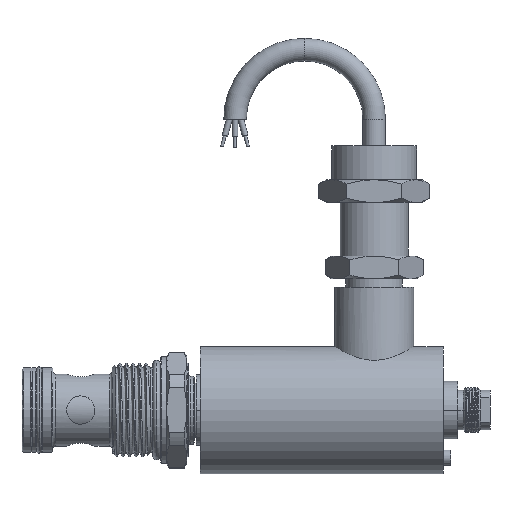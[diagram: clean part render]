
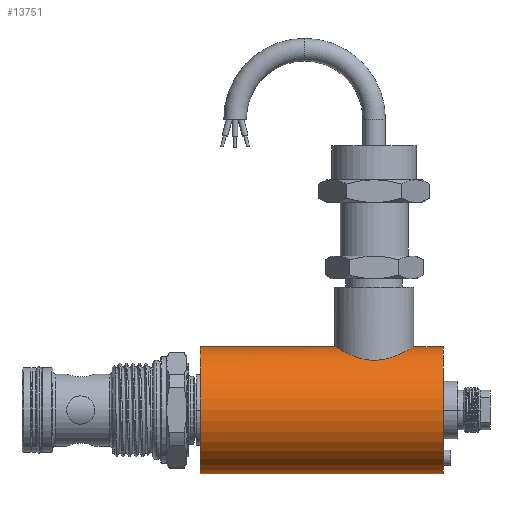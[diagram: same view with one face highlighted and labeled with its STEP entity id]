
A CAD part, front view. The second image highlights one B-rep face of the part: STEP entity #13751.
In plain terms, the highlighted cylindrical face has radius 22.5 mm (diameter 45 mm), a partial arc.
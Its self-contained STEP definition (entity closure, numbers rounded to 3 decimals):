
#128 = B_SPLINE_CURVE_WITH_KNOTS ( 'NONE', 3,
 ( #11316, #12629, #1300, #1390, #8041, #3541, #10287, #5923, #3632, #3589, #9113, #2446, #4636, #13769, #7048, #11406, #4732, #242, #291, #12445, #12544, #1436, #9252, #13667, #2529, #2574, #10374, #11449, #9297, #5736, #151, #13574, #6872, #7991, #13973, #6173, #2654, #1578, #13816, #6074, #12825, #9453, #3772, #3873, #11546, #11750, #4968, #386, #7150, #7099, #10485, #11704, #592, #8231 ),
 .UNSPECIFIED., .F., .F.,
 ( 4, 2, 2, 2, 2, 2, 2, 2, 2, 2, 2, 2, 2, 2, 2, 2, 2, 2, 2, 2, 2, 2, 2, 2, 2, 2, 4 ),
 ( 0.045, 0.048, 0.049, 0.051, 0.052, 0.053, 0.056, 0.058, 0.059, 0.062, 0.063, 0.065, 0.066, 0.067, 0.069, 0.07, 0.073, 0.075, 0.076, 0.077, 0.079, 0.082, 0.083, 0.084, 0.087, 0.089, 0.09 ),
 .UNSPECIFIED. ) ;
#151 = CARTESIAN_POINT ( 'NONE',  ( 74.669, -13.813, 17.762 ) ) ;
#210 = FACE_OUTER_BOUND ( 'NONE', #4403, .T. ) ;
#242 = CARTESIAN_POINT ( 'NONE',  ( 84.079, -12.111, 18.971 ) ) ;
#291 = CARTESIAN_POINT ( 'NONE',  ( 83.293, -12.54, 18.687 ) ) ;
#386 = CARTESIAN_POINT ( 'NONE',  ( 63.751, -4.617, 22.038 ) ) ;
#592 = CARTESIAN_POINT ( 'NONE',  ( 63., -0.475, 22.5 ) ) ;
#757 = EDGE_CURVE ( 'NONE', #7985, #9804, #1448, .T. ) ;
#1300 = CARTESIAN_POINT ( 'NONE',  ( 90.905, -1.876, 22.441 ) ) ;
#1390 = CARTESIAN_POINT ( 'NONE',  ( 90.625, -3.254, 22.268 ) ) ;
#1436 = CARTESIAN_POINT ( 'NONE',  ( 80.715, -13.506, 17.996 ) ) ;
#1448 = LINE ( 'NONE', #9705, #11760 ) ;
#1465 = CARTESIAN_POINT ( 'NONE',  ( 15.5, 0., 0. ) ) ;
#1578 = CARTESIAN_POINT ( 'NONE',  ( 68.816, -11.367, 19.419 ) ) ;
#1584 = EDGE_CURVE ( 'NONE', #6497, #7718, #128, .T. ) ;
#2446 = CARTESIAN_POINT ( 'NONE',  ( 88.083, -8.602, 20.806 ) ) ;
#2529 = CARTESIAN_POINT ( 'NONE',  ( 78.892, -13.88, 17.709 ) ) ;
#2574 = CARTESIAN_POINT ( 'NONE',  ( 77.947, -13.976, 17.633 ) ) ;
#2611 = ORIENTED_EDGE ( 'NONE', *, *, #757, .T. ) ;
#2654 = CARTESIAN_POINT ( 'NONE',  ( 69.557, -11.866, 19.119 ) ) ;
#3203 = CARTESIAN_POINT ( 'NONE',  ( 91., 0., 22.5 ) ) ;
#3276 = DIRECTION ( 'NONE',  ( 0., 0., 1. ) ) ;
#3280 = EDGE_CURVE ( 'NONE', #10734, #7718, #7013, .T. ) ;
#3541 = CARTESIAN_POINT ( 'NONE',  ( 90.231, -4.6, 22.029 ) ) ;
#3584 = AXIS2_PLACEMENT_3D ( 'NONE', #1465, #11383, #4665 ) ;
#3589 = CARTESIAN_POINT ( 'NONE',  ( 89.08, -7.091, 21.358 ) ) ;
#3632 = CARTESIAN_POINT ( 'NONE',  ( 89.516, -6.289, 21.607 ) ) ;
#3723 = DIRECTION ( 'NONE',  ( 1., 0., 0. ) ) ;
#3772 = CARTESIAN_POINT ( 'NONE',  ( 65.918, -8.602, 20.806 ) ) ;
#3873 = CARTESIAN_POINT ( 'NONE',  ( 65.161, -7.487, 21.222 ) ) ;
#3976 = DIRECTION ( 'NONE',  ( 1., 0., 0. ) ) ;
#4268 = CARTESIAN_POINT ( 'NONE',  ( 15.5, 0., 22.5 ) ) ;
#4403 = EDGE_LOOP ( 'NONE', ( #9397, #2611, #6507, #7426, #10281, #11616 ) ) ;
#4494 = CARTESIAN_POINT ( 'NONE',  ( 15.5, 0., 22.5 ) ) ;
#4636 = CARTESIAN_POINT ( 'NONE',  ( 87.514, -9.288, 20.506 ) ) ;
#4665 = DIRECTION ( 'NONE',  ( 0., 0., -1. ) ) ;
#4732 = CARTESIAN_POINT ( 'NONE',  ( 85.185, -11.367, 19.42 ) ) ;
#4885 = DIRECTION ( 'NONE',  ( 1., 0., 0. ) ) ;
#4968 = CARTESIAN_POINT ( 'NONE',  ( 64.287, -5.881, 21.722 ) ) ;
#5337 = CYLINDRICAL_SURFACE ( 'NONE', #7282, 22.5 ) ;
#5437 = CARTESIAN_POINT ( 'NONE',  ( 101.5, 0., -22.5 ) ) ;
#5509 = CARTESIAN_POINT ( 'NONE',  ( 101.5, 0., 0. ) ) ;
#5736 = CARTESIAN_POINT ( 'NONE',  ( 75.136, -13.883, 17.706 ) ) ;
#5778 = EDGE_CURVE ( 'NONE', #6497, #10085, #6465, .T. ) ;
#5923 = CARTESIAN_POINT ( 'NONE',  ( 89.715, -5.877, 21.723 ) ) ;
#6036 = DIRECTION ( 'NONE',  ( 0., 0., 1. ) ) ;
#6074 = CARTESIAN_POINT ( 'NONE',  ( 67.768, -10.534, 19.884 ) ) ;
#6173 = CARTESIAN_POINT ( 'NONE',  ( 69.94, -12.098, 18.972 ) ) ;
#6465 = LINE ( 'NONE', #4268, #10289 ) ;
#6497 = VERTEX_POINT ( 'NONE', #3203 ) ;
#6507 = ORIENTED_EDGE ( 'NONE', *, *, #11893, .F. ) ;
#6872 = CARTESIAN_POINT ( 'NONE',  ( 72.41, -13.258, 18.184 ) ) ;
#7013 = LINE ( 'NONE', #4494, #9478 ) ;
#7048 = CARTESIAN_POINT ( 'NONE',  ( 86.231, -10.535, 19.884 ) ) ;
#7099 = CARTESIAN_POINT ( 'NONE',  ( 63.194, -2.367, 22.38 ) ) ;
#7150 = CARTESIAN_POINT ( 'NONE',  ( 63.476, -3.739, 22.206 ) ) ;
#7269 = CARTESIAN_POINT ( 'NONE',  ( 63., 0., 22.5 ) ) ;
#7282 = AXIS2_PLACEMENT_3D ( 'NONE', #8247, #4885, #6036 ) ;
#7426 = ORIENTED_EDGE ( 'NONE', *, *, #5778, .F. ) ;
#7718 = VERTEX_POINT ( 'NONE', #7269 ) ;
#7985 = VERTEX_POINT ( 'NONE', #10181 ) ;
#7991 = CARTESIAN_POINT ( 'NONE',  ( 71.147, -12.726, 18.556 ) ) ;
#8041 = CARTESIAN_POINT ( 'NONE',  ( 90.507, -3.712, 22.196 ) ) ;
#8231 = CARTESIAN_POINT ( 'NONE',  ( 63., 0., 22.5 ) ) ;
#8247 = CARTESIAN_POINT ( 'NONE',  ( 15.5, 0., 0. ) ) ;
#8299 = EDGE_CURVE ( 'NONE', #7985, #10734, #8518, .T. ) ;
#8518 = CIRCLE ( 'NONE', #3584, 22.5 ) ;
#9113 = CARTESIAN_POINT ( 'NONE',  ( 88.842, -7.482, 21.223 ) ) ;
#9175 = CARTESIAN_POINT ( 'NONE',  ( 15.5, 0., 22.5 ) ) ;
#9252 = CARTESIAN_POINT ( 'NONE',  ( 80.268, -13.621, 17.909 ) ) ;
#9297 = CARTESIAN_POINT ( 'NONE',  ( 76.069, -13.977, 17.632 ) ) ;
#9397 = ORIENTED_EDGE ( 'NONE', *, *, #8299, .F. ) ;
#9453 = CARTESIAN_POINT ( 'NONE',  ( 66.485, -9.286, 20.506 ) ) ;
#9478 = VECTOR ( 'NONE', #3723, 1000. ) ;
#9705 = CARTESIAN_POINT ( 'NONE',  ( 15.5, 0., -22.5 ) ) ;
#9804 = VERTEX_POINT ( 'NONE', #5437 ) ;
#10085 = VERTEX_POINT ( 'NONE', #13504 ) ;
#10181 = CARTESIAN_POINT ( 'NONE',  ( 15.5, 0., -22.5 ) ) ;
#10281 = ORIENTED_EDGE ( 'NONE', *, *, #1584, .T. ) ;
#10287 = CARTESIAN_POINT ( 'NONE',  ( 90.072, -5.033, 21.934 ) ) ;
#10289 = VECTOR ( 'NONE', #13137, 1000. ) ;
#10374 = CARTESIAN_POINT ( 'NONE',  ( 77.476, -14., 17.614 ) ) ;
#10485 = CARTESIAN_POINT ( 'NONE',  ( 63.121, -1.898, 22.425 ) ) ;
#10734 = VERTEX_POINT ( 'NONE', #9175 ) ;
#11124 = CIRCLE ( 'NONE', #11769, 22.5 ) ;
#11316 = CARTESIAN_POINT ( 'NONE',  ( 91., 0., 22.5 ) ) ;
#11383 = DIRECTION ( 'NONE',  ( -1., 0., 0. ) ) ;
#11406 = CARTESIAN_POINT ( 'NONE',  ( 85.541, -11.101, 19.573 ) ) ;
#11449 = CARTESIAN_POINT ( 'NONE',  ( 76.537, -14., 17.614 ) ) ;
#11546 = CARTESIAN_POINT ( 'NONE',  ( 64.925, -7.1, 21.354 ) ) ;
#11616 = ORIENTED_EDGE ( 'NONE', *, *, #3280, .F. ) ;
#11704 = CARTESIAN_POINT ( 'NONE',  ( 63.024, -0.952, 22.485 ) ) ;
#11750 = CARTESIAN_POINT ( 'NONE',  ( 64.487, -6.295, 21.606 ) ) ;
#11760 = VECTOR ( 'NONE', #3976, 1000. ) ;
#11769 = AXIS2_PLACEMENT_3D ( 'NONE', #5509, #12359, #3276 ) ;
#11893 = EDGE_CURVE ( 'NONE', #10085, #9804, #11124, .T. ) ;
#12359 = DIRECTION ( 'NONE',  ( 1., 0., 0. ) ) ;
#12445 = CARTESIAN_POINT ( 'NONE',  ( 82.026, -13.075, 18.313 ) ) ;
#12544 = CARTESIAN_POINT ( 'NONE',  ( 81.593, -13.233, 18.198 ) ) ;
#12629 = CARTESIAN_POINT ( 'NONE',  ( 91., -0.944, 22.5 ) ) ;
#12825 = CARTESIAN_POINT ( 'NONE',  ( 67.434, -10.232, 20.042 ) ) ;
#13137 = DIRECTION ( 'NONE',  ( 1., 0., 0. ) ) ;
#13504 = CARTESIAN_POINT ( 'NONE',  ( 101.5, 0., 22.5 ) ) ;
#13574 = CARTESIAN_POINT ( 'NONE',  ( 73.288, -13.532, 17.978 ) ) ;
#13667 = CARTESIAN_POINT ( 'NONE',  ( 79.357, -13.808, 17.765 ) ) ;
#13751 = ADVANCED_FACE ( 'NONE', ( #210 ), #5337, .T. ) ;
#13769 = CARTESIAN_POINT ( 'NONE',  ( 86.564, -10.233, 20.041 ) ) ;
#13816 = CARTESIAN_POINT ( 'NONE',  ( 68.458, -11.101, 19.573 ) ) ;
#13973 = CARTESIAN_POINT ( 'NONE',  ( 70.734, -12.528, 18.691 ) ) ;
